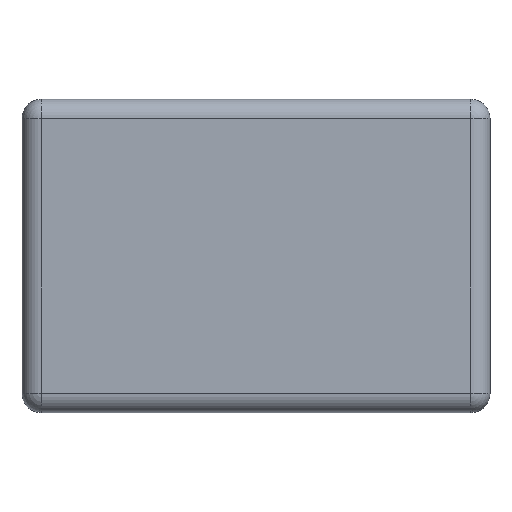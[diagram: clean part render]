
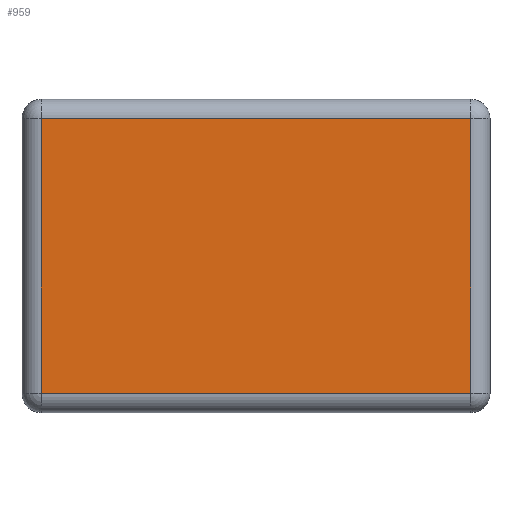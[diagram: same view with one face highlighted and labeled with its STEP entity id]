
A CAD part, top view. The second image highlights one B-rep face of the part: STEP entity #959.
In plain terms, the highlighted planar face has unit normal (0, 0, 1).
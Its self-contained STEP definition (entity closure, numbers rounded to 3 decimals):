
#272 = VERTEX_POINT('',#273);
#273 = CARTESIAN_POINT('',(55.5,35.5,23.4));
#280 = EDGE_CURVE('',#272,#281,#283,.T.);
#281 = VERTEX_POINT('',#282);
#282 = CARTESIAN_POINT('',(-55.5,35.5,23.4));
#283 = LINE('',#284,#285);
#284 = CARTESIAN_POINT('',(60.5,35.5,23.4));
#285 = VECTOR('',#286,1.);
#286 = DIRECTION('',(-1.,0.,0.));
#959 = ADVANCED_FACE('',(#960),#985,.F.);
#960 = FACE_BOUND('',#961,.F.);
#961 = EDGE_LOOP('',(#962,#963,#971,#979));
#962 = ORIENTED_EDGE('',*,*,#280,.F.);
#963 = ORIENTED_EDGE('',*,*,#964,.T.);
#964 = EDGE_CURVE('',#272,#965,#967,.T.);
#965 = VERTEX_POINT('',#966);
#966 = CARTESIAN_POINT('',(55.5,-35.5,23.4));
#967 = LINE('',#968,#969);
#968 = CARTESIAN_POINT('',(55.5,40.5,23.4));
#969 = VECTOR('',#970,1.);
#970 = DIRECTION('',(0.,-1.,0.));
#971 = ORIENTED_EDGE('',*,*,#972,.T.);
#972 = EDGE_CURVE('',#965,#973,#975,.T.);
#973 = VERTEX_POINT('',#974);
#974 = CARTESIAN_POINT('',(-55.5,-35.5,23.4));
#975 = LINE('',#976,#977);
#976 = CARTESIAN_POINT('',(60.5,-35.5,23.4));
#977 = VECTOR('',#978,1.);
#978 = DIRECTION('',(-1.,0.,0.));
#979 = ORIENTED_EDGE('',*,*,#980,.F.);
#980 = EDGE_CURVE('',#281,#973,#981,.T.);
#981 = LINE('',#982,#983);
#982 = CARTESIAN_POINT('',(-55.5,40.5,23.4));
#983 = VECTOR('',#984,1.);
#984 = DIRECTION('',(0.,-1.,0.));
#985 = PLANE('',#986);
#986 = AXIS2_PLACEMENT_3D('',#987,#988,#989);
#987 = CARTESIAN_POINT('',(60.5,40.5,23.4));
#988 = DIRECTION('',(0.,0.,-1.));
#989 = DIRECTION('',(0.,-1.,0.));
